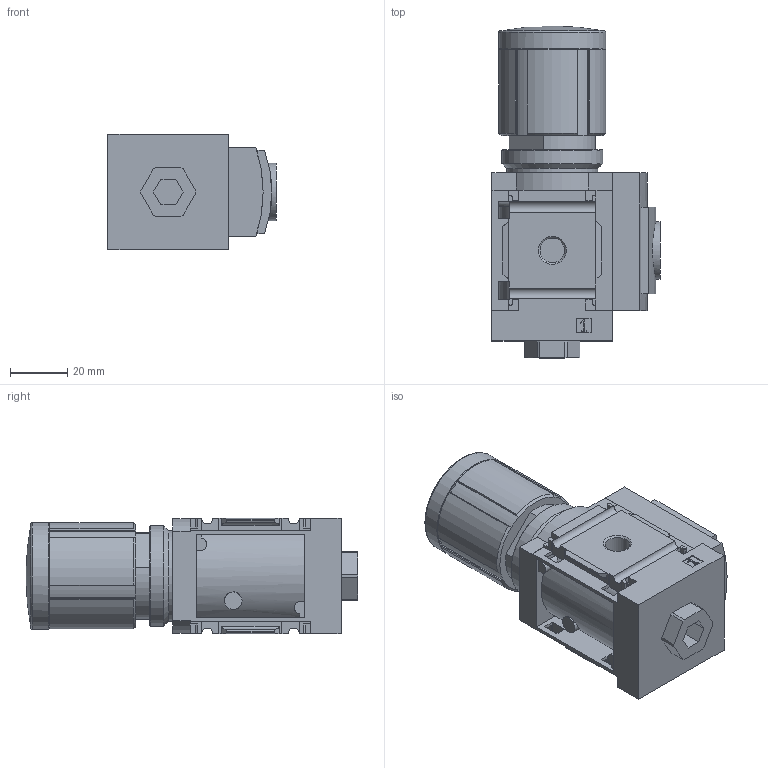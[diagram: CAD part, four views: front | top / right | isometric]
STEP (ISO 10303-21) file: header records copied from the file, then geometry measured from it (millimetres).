
FILE_DESCRIPTION(/* description */ ('STEP AP214'),/* implementation_level */ '2;1');
FILE_NAME(/* name */ '543519_MS4-LR-1_8-D6-A8',/* time_stamp */ '2024-09-09T19:17:21+02:00',/* author */ ('License CC BY-ND 4.0'),/* organization */ ('CADENAS'),/* preprocessor_version */ 'ST-DEVELOPER v19.3',/* originating_system */ 'PARTsolutions',/* authorisation */ ' ');
FILE_SCHEMA (('AUTOMOTIVE_DESIGN {1 0 10303 214 3 1 1}'));
Length unit declared in the file: millimetre
Products named in the file (3): 543519 MS4-LR-1/8-D6-A8; 527690 MS4-LR-1/8-D6-A8-0D; 3343944 LRP-...-6
Assembly tree (2 placements, depth 2):
  543519 MS4-LR-1/8-D6-A8
    527690 MS4-LR-1/8-D6-A8-0D
    3343944 LRP-...-6
Bounding box: 58.5 x 115.5 x 40.2 mm (x, y, z)
Volume: 156553.5 mm3; surface area: 26616.9 mm2
Topology: 2 solids, 2 shells, 296 faces, 806 edges, 524 vertices
Faces by surface type: plane 213, cylinder 61, cone 20, sphere 1, torus 1
Full cylindrical faces by diameter (mm): 6.1 x1, 8.566 x3, 20 x1, 28.376 x1, 31.6 x1, 35 x1, 37.2 x1
Entity records: 11273 total; most frequent: CARTESIAN_POINT 1739, ORIENTED_EDGE 1564, DIRECTION 1492, EDGE_CURVE 782, LINE 602, VECTOR 602, VERTEX_POINT 521, AXIS2_PLACEMENT_3D 445
